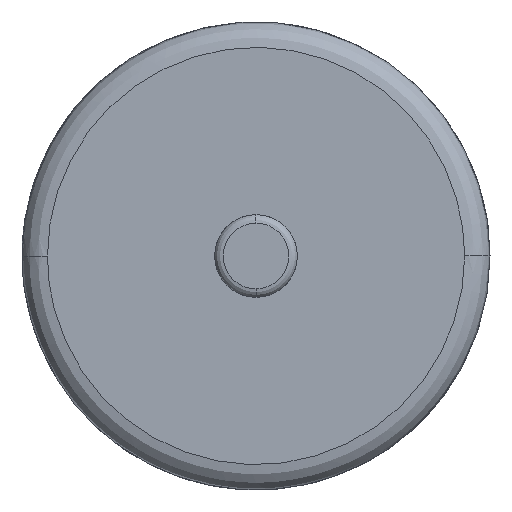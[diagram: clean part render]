
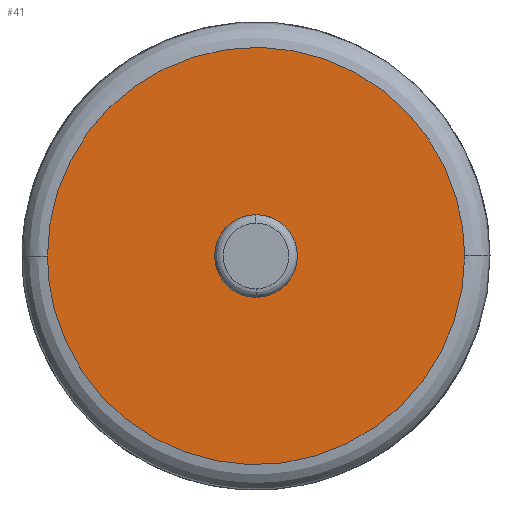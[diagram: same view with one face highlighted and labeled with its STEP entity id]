
A CAD part, left-side view. The second image highlights one B-rep face of the part: STEP entity #41.
In plain terms, the highlighted free-form (B-spline) face has degree [1, 1] with [2, 2] control points.
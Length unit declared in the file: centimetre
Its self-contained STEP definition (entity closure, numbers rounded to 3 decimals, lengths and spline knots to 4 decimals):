
#41=ADVANCED_FACE('',(#65),#260,.T.);
#65=FACE_OUTER_BOUND('',#89,.T.);
#89=EDGE_LOOP('',(#159,#160));
#159=ORIENTED_EDGE('',*,*,#212,.F.);
#160=ORIENTED_EDGE('',*,*,#206,.F.);
#206=EDGE_CURVE('',#233,#236,#299,.T.);
#212=EDGE_CURVE('',#236,#233,#304,.T.);
#233=VERTEX_POINT('',#922);
#236=VERTEX_POINT('',#925);
#260=B_SPLINE_SURFACE_WITH_KNOTS('',1,1,((#861,#862),(#863,#864)),.UNSPECIFIED.,
.F.,.F.,.F.,(2,2),(2,2),(-2.5114,2.5113),(-5.2717,
-0.2507),.UNSPECIFIED.);
#299=(
BOUNDED_CURVE()
B_SPLINE_CURVE(3,(#813,#814,#815,#816,#817,#818,#819),.UNSPECIFIED.,.F.,
.F.)
B_SPLINE_CURVE_WITH_KNOTS((4,1,1,1,4),(0.,1.8687,3.8648,
5.7335,7.7296),.UNSPECIFIED.)
CURVE()
GEOMETRIC_REPRESENTATION_ITEM()
RATIONAL_B_SPLINE_CURVE((1.,1.,1.,1.,1.,1.,1.))
REPRESENTATION_ITEM('')
);
#304=(
BOUNDED_CURVE()
B_SPLINE_CURVE(3,(#840,#841,#842,#843,#844,#845,#846),.UNSPECIFIED.,.F.,
.F.)
B_SPLINE_CURVE_WITH_KNOTS((4,1,1,1,4),(7.7296,9.5983,
11.5944,13.4631,15.4591),.UNSPECIFIED.)
CURVE()
GEOMETRIC_REPRESENTATION_ITEM()
RATIONAL_B_SPLINE_CURVE((1.,1.,1.,1.,1.,1.,1.))
REPRESENTATION_ITEM('')
);
#813=CARTESIAN_POINT('',(50.6523,29.7202,2.7605));
#814=CARTESIAN_POINT('',(50.6523,29.7231,3.3819));
#815=CARTESIAN_POINT('',(50.6523,29.2071,4.671));
#816=CARTESIAN_POINT('',(50.6523,27.3043,5.4886));
#817=CARTESIAN_POINT('',(50.6523,25.3489,4.7083));
#818=CARTESIAN_POINT('',(50.6523,24.7982,3.4251));
#819=CARTESIAN_POINT('',(50.6523,24.7978,2.7609));
#840=CARTESIAN_POINT('',(50.6523,24.7978,2.7609));
#841=CARTESIAN_POINT('',(50.6523,24.7974,2.139));
#842=CARTESIAN_POINT('',(50.6523,25.3114,0.8501));
#843=CARTESIAN_POINT('',(50.6523,27.2163,0.0319));
#844=CARTESIAN_POINT('',(50.6523,29.1684,0.8136));
#845=CARTESIAN_POINT('',(50.6523,29.7241,2.0945));
#846=CARTESIAN_POINT('',(50.6523,29.7202,2.7605));
#861=CARTESIAN_POINT('',(50.6523,24.7485,0.2491));
#862=CARTESIAN_POINT('',(50.6523,29.7695,0.2491));
#863=CARTESIAN_POINT('',(50.6523,24.7485,5.2718));
#864=CARTESIAN_POINT('',(50.6523,29.7695,5.2718));
#922=CARTESIAN_POINT('',(50.6523,29.7202,2.7605));
#925=CARTESIAN_POINT('',(50.6523,24.7978,2.7609));
